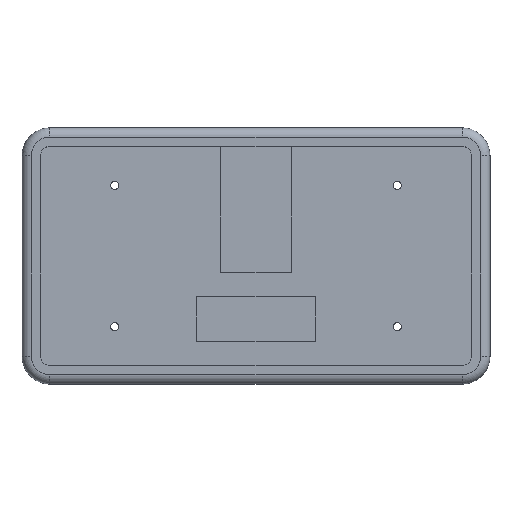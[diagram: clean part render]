
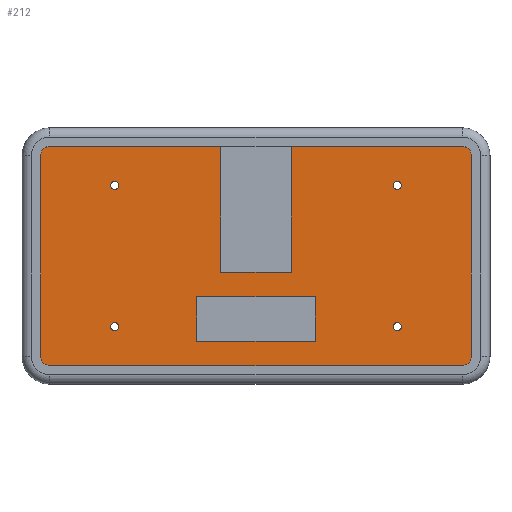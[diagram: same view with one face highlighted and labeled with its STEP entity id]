
A CAD part, top view. The second image highlights one B-rep face of the part: STEP entity #212.
In plain terms, the highlighted planar face has unit normal (0, 0, 1).
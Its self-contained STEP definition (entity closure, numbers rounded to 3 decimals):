
#27=CARTESIAN_POINT('',(0.,0.,3.));
#28=DIRECTION('',(0.,0.,1.));
#29=DIRECTION('',(1.,0.,0.));
#30=AXIS2_PLACEMENT_3D('',#27,#28,#29);
#31=PLANE('',#30);
#32=CARTESIAN_POINT('',(-37.,19.05,3.));
#33=VERTEX_POINT('',#32);
#34=CARTESIAN_POINT('',(-38.1,19.05,3.));
#35=DIRECTION('',(0.,0.,1.));
#36=DIRECTION('',(1.,0.,-0.));
#37=AXIS2_PLACEMENT_3D('',#34,#35,#36);
#38=CIRCLE('',#37,1.1);
#39=EDGE_CURVE('',#33,#33,#38,.T.);
#40=ORIENTED_EDGE('',*,*,#39,.F.);
#41=EDGE_LOOP('',(#40));
#42=FACE_BOUND('',#41,.T.);
#43=CARTESIAN_POINT('',(39.2,-19.05,3.));
#44=VERTEX_POINT('',#43);
#45=CARTESIAN_POINT('',(38.1,-19.05,3.));
#46=DIRECTION('',(0.,0.,1.));
#47=DIRECTION('',(1.,0.,-0.));
#48=AXIS2_PLACEMENT_3D('',#45,#46,#47);
#49=CIRCLE('',#48,1.1);
#50=EDGE_CURVE('',#44,#44,#49,.T.);
#51=ORIENTED_EDGE('',*,*,#50,.F.);
#52=EDGE_LOOP('',(#51));
#53=FACE_BOUND('',#52,.T.);
#54=CARTESIAN_POINT('',(39.2,19.05,3.));
#55=VERTEX_POINT('',#54);
#56=CARTESIAN_POINT('',(38.1,19.05,3.));
#57=DIRECTION('',(0.,0.,1.));
#58=DIRECTION('',(1.,0.,-0.));
#59=AXIS2_PLACEMENT_3D('',#56,#57,#58);
#60=CIRCLE('',#59,1.1);
#61=EDGE_CURVE('',#55,#55,#60,.T.);
#62=ORIENTED_EDGE('',*,*,#61,.F.);
#63=EDGE_LOOP('',(#62));
#64=FACE_BOUND('',#63,.T.);
#65=CARTESIAN_POINT('',(-37.,-19.05,3.));
#66=VERTEX_POINT('',#65);
#67=CARTESIAN_POINT('',(-38.1,-19.05,3.));
#68=DIRECTION('',(0.,0.,1.));
#69=DIRECTION('',(1.,0.,-0.));
#70=AXIS2_PLACEMENT_3D('',#67,#68,#69);
#71=CIRCLE('',#70,1.1);
#72=EDGE_CURVE('',#66,#66,#71,.T.);
#73=ORIENTED_EDGE('',*,*,#72,.F.);
#74=EDGE_LOOP('',(#73));
#75=FACE_BOUND('',#74,.T.);
#76=CARTESIAN_POINT('',(55.65,29.575,3.));
#77=VERTEX_POINT('',#76);
#78=CARTESIAN_POINT('',(9.5,29.575,3.));
#79=VERTEX_POINT('',#78);
#80=CARTESIAN_POINT('',(55.65,29.575,3.));
#81=DIRECTION('',(-1.,0.,0.));
#82=VECTOR('',#81,46.15);
#83=LINE('',#80,#82);
#84=EDGE_CURVE('',#77,#79,#83,.T.);
#85=ORIENTED_EDGE('',*,*,#84,.T.);
#86=CARTESIAN_POINT('',(9.5,-4.425,3.));
#87=VERTEX_POINT('',#86);
#88=CARTESIAN_POINT('',(9.5,29.575,3.));
#89=DIRECTION('',(0.,-1.,0.));
#90=VECTOR('',#89,34.);
#91=LINE('',#88,#90);
#92=EDGE_CURVE('',#79,#87,#91,.T.);
#93=ORIENTED_EDGE('',*,*,#92,.T.);
#94=CARTESIAN_POINT('',(-9.5,-4.425,3.));
#95=VERTEX_POINT('',#94);
#96=CARTESIAN_POINT('',(9.5,-4.425,3.));
#97=DIRECTION('',(-1.,0.,0.));
#98=VECTOR('',#97,19.);
#99=LINE('',#96,#98);
#100=EDGE_CURVE('',#87,#95,#99,.T.);
#101=ORIENTED_EDGE('',*,*,#100,.T.);
#102=CARTESIAN_POINT('',(-9.5,29.575,3.));
#103=VERTEX_POINT('',#102);
#104=CARTESIAN_POINT('',(-9.5,-4.425,3.));
#105=DIRECTION('',(0.,1.,0.));
#106=VECTOR('',#105,34.);
#107=LINE('',#104,#106);
#108=EDGE_CURVE('',#95,#103,#107,.T.);
#109=ORIENTED_EDGE('',*,*,#108,.T.);
#110=CARTESIAN_POINT('',(-55.65,29.575,3.));
#111=VERTEX_POINT('',#110);
#112=CARTESIAN_POINT('',(-9.5,29.575,3.));
#113=DIRECTION('',(-1.,0.,0.));
#114=VECTOR('',#113,46.15);
#115=LINE('',#112,#114);
#116=EDGE_CURVE('',#103,#111,#115,.T.);
#117=ORIENTED_EDGE('',*,*,#116,.T.);
#118=CARTESIAN_POINT('',(-58.15,27.075,3.));
#119=VERTEX_POINT('',#118);
#120=CARTESIAN_POINT('',(-55.65,27.075,3.));
#121=DIRECTION('',(0.,0.,1.));
#122=DIRECTION('',(1.,0.,-0.));
#123=AXIS2_PLACEMENT_3D('',#120,#121,#122);
#124=CIRCLE('',#123,2.5);
#125=EDGE_CURVE('',#111,#119,#124,.T.);
#126=ORIENTED_EDGE('',*,*,#125,.T.);
#127=CARTESIAN_POINT('',(-58.15,-27.075,3.));
#128=VERTEX_POINT('',#127);
#129=CARTESIAN_POINT('',(-58.15,27.075,3.));
#130=DIRECTION('',(0.,-1.,0.));
#131=VECTOR('',#130,54.15);
#132=LINE('',#129,#131);
#133=EDGE_CURVE('',#119,#128,#132,.T.);
#134=ORIENTED_EDGE('',*,*,#133,.T.);
#135=CARTESIAN_POINT('',(-55.65,-29.575,3.));
#136=VERTEX_POINT('',#135);
#137=CARTESIAN_POINT('',(-55.65,-27.075,3.));
#138=DIRECTION('',(0.,0.,1.));
#139=DIRECTION('',(1.,0.,-0.));
#140=AXIS2_PLACEMENT_3D('',#137,#138,#139);
#141=CIRCLE('',#140,2.5);
#142=EDGE_CURVE('',#128,#136,#141,.T.);
#143=ORIENTED_EDGE('',*,*,#142,.T.);
#144=CARTESIAN_POINT('',(55.65,-29.575,3.));
#145=VERTEX_POINT('',#144);
#146=CARTESIAN_POINT('',(55.65,-29.575,3.));
#147=DIRECTION('',(-1.,0.,0.));
#148=VECTOR('',#147,111.3);
#149=LINE('',#146,#148);
#150=EDGE_CURVE('',#145,#136,#149,.T.);
#151=ORIENTED_EDGE('',*,*,#150,.F.);
#152=CARTESIAN_POINT('',(58.15,-27.075,3.));
#153=VERTEX_POINT('',#152);
#154=CARTESIAN_POINT('',(55.65,-27.075,3.));
#155=DIRECTION('',(0.,0.,1.));
#156=DIRECTION('',(1.,0.,-0.));
#157=AXIS2_PLACEMENT_3D('',#154,#155,#156);
#158=CIRCLE('',#157,2.5);
#159=EDGE_CURVE('',#145,#153,#158,.T.);
#160=ORIENTED_EDGE('',*,*,#159,.T.);
#161=CARTESIAN_POINT('',(58.15,27.075,3.));
#162=VERTEX_POINT('',#161);
#163=CARTESIAN_POINT('',(58.15,-27.075,3.));
#164=DIRECTION('',(0.,1.,0.));
#165=VECTOR('',#164,54.15);
#166=LINE('',#163,#165);
#167=EDGE_CURVE('',#153,#162,#166,.T.);
#168=ORIENTED_EDGE('',*,*,#167,.T.);
#169=CARTESIAN_POINT('',(55.65,27.075,3.));
#170=DIRECTION('',(0.,0.,1.));
#171=DIRECTION('',(1.,0.,-0.));
#172=AXIS2_PLACEMENT_3D('',#169,#170,#171);
#173=CIRCLE('',#172,2.5);
#174=EDGE_CURVE('',#162,#77,#173,.T.);
#175=ORIENTED_EDGE('',*,*,#174,.T.);
#176=EDGE_LOOP('',(#85,#93,#101,#109,#117,#126,#134,#143,#151,#160,#168,#175));
#177=FACE_BOUND('',#176,.T.);
#178=CARTESIAN_POINT('',(-16.,-23.,3.));
#179=VERTEX_POINT('',#178);
#180=CARTESIAN_POINT('',(-16.,-11.,3.));
#181=VERTEX_POINT('',#180);
#182=CARTESIAN_POINT('',(-16.,-23.,3.));
#183=DIRECTION('',(0.,1.,0.));
#184=VECTOR('',#183,12.);
#185=LINE('',#182,#184);
#186=EDGE_CURVE('',#179,#181,#185,.T.);
#187=ORIENTED_EDGE('',*,*,#186,.T.);
#188=CARTESIAN_POINT('',(16.,-11.,3.));
#189=VERTEX_POINT('',#188);
#190=CARTESIAN_POINT('',(-16.,-11.,3.));
#191=DIRECTION('',(1.,0.,-0.));
#192=VECTOR('',#191,32.);
#193=LINE('',#190,#192);
#194=EDGE_CURVE('',#181,#189,#193,.T.);
#195=ORIENTED_EDGE('',*,*,#194,.T.);
#196=CARTESIAN_POINT('',(16.,-23.,3.));
#197=VERTEX_POINT('',#196);
#198=CARTESIAN_POINT('',(16.,-11.,3.));
#199=DIRECTION('',(0.,-1.,0.));
#200=VECTOR('',#199,12.);
#201=LINE('',#198,#200);
#202=EDGE_CURVE('',#189,#197,#201,.T.);
#203=ORIENTED_EDGE('',*,*,#202,.T.);
#204=CARTESIAN_POINT('',(16.,-23.,3.));
#205=DIRECTION('',(-1.,-0.,0.));
#206=VECTOR('',#205,32.);
#207=LINE('',#204,#206);
#208=EDGE_CURVE('',#197,#179,#207,.T.);
#209=ORIENTED_EDGE('',*,*,#208,.T.);
#210=EDGE_LOOP('',(#187,#195,#203,#209));
#211=FACE_BOUND('',#210,.T.);
#212=ADVANCED_FACE('',(#42,#53,#64,#75,#177,#211),#31,.T.);
